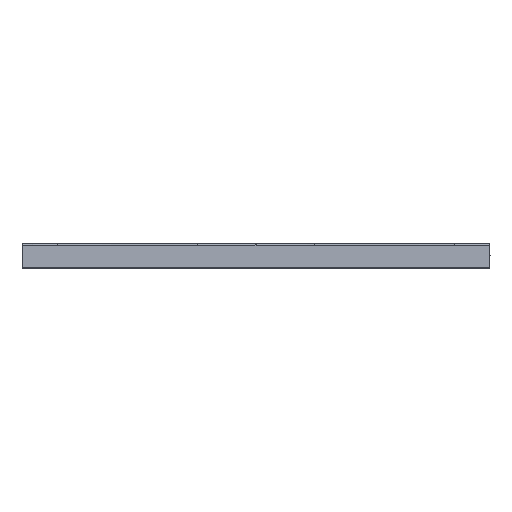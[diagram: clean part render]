
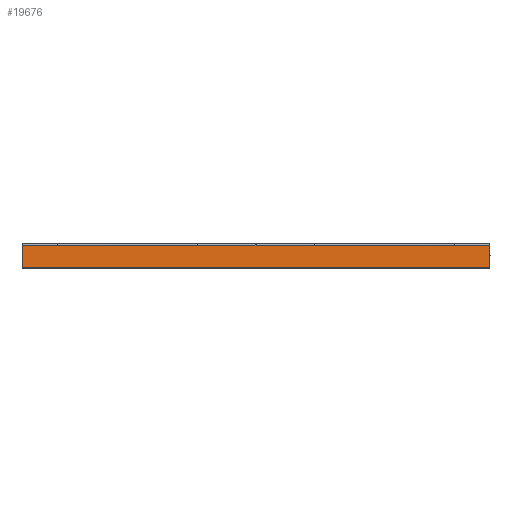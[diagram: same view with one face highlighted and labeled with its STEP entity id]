
A CAD part, top view. The second image highlights one B-rep face of the part: STEP entity #19676.
In plain terms, the highlighted planar face has unit normal (0, 0.035, 0.999).
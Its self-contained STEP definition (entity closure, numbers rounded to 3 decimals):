
#1486=CARTESIAN_POINT('',(-400.,-1.998,436.173));
#1487=CARTESIAN_POINT('',(-394.382,-2.005,
436.173));
#1488=CARTESIAN_POINT('',(-374.382,-2.027,
436.174));
#1489=CARTESIAN_POINT('',(-354.382,-2.039,
436.174));
#1490=CARTESIAN_POINT('',(-340.,-2.039,
436.174));
#1492=DIRECTION('',(1.,0.,0.));
#1493=VECTOR('',#1492,100.087);
#1494=CARTESIAN_POINT('',(-100.087,-1.955,
436.171));
#1495=LINE('',#1494,#1493);
#1496=DIRECTION('',(1.,0.,0.));
#1497=VECTOR('',#1496,100.087);
#1498=CARTESIAN_POINT('',(0.,-1.955,
436.171));
#1499=LINE('',#1498,#1497);
#1500=DIRECTION('',(1.,0.001,0.));
#1501=VECTOR('',#1500,60.);
#1502=CARTESIAN_POINT('',(340.,-2.039,436.174));
#1503=LINE('',#1502,#1501);
#1504=DIRECTION('',(-1.,0.,0.));
#1505=VECTOR('',#1504,800.);
#1506=CARTESIAN_POINT('',(400.,-40.,437.5));
#1507=LINE('',#1506,#1505);
#1508=DIRECTION('',(0.,-0.999,0.035));
#1509=VECTOR('',#1508,38.025);
#1510=CARTESIAN_POINT('',(-400.,-1.998,436.173));
#1511=LINE('',#1510,#1509);
#2043=DIRECTION('',(0.,0.999,-0.035));
#2044=VECTOR('',#2043,38.025);
#2045=CARTESIAN_POINT('',(400.,-40.,437.5));
#2046=LINE('',#2045,#2044);
#2546=CARTESIAN_POINT('',(340.,-2.039,436.174));
#2547=CARTESIAN_POINT('',(314.929,-2.039,436.174));
#2548=CARTESIAN_POINT('',(263.733,-2.027,436.174));
#2549=CARTESIAN_POINT('',(183.972,-1.99,436.173));
#2550=CARTESIAN_POINT('',(128.422,-1.964,436.172));
#2551=CARTESIAN_POINT('',(100.087,-1.955,436.171));
#2648=CARTESIAN_POINT('',(-100.087,-1.955,
436.171));
#2649=CARTESIAN_POINT('',(-126.912,-1.964,
436.172));
#2650=CARTESIAN_POINT('',(-180.45,-1.983,
436.172));
#2651=CARTESIAN_POINT('',(-260.421,-2.011,
436.173));
#2652=CARTESIAN_POINT('',(-313.511,-2.029,
436.174));
#2653=CARTESIAN_POINT('',(-340.,-2.039,
436.174));
#18044=CARTESIAN_POINT('',(-400.,-1.998,436.173));
#18045=CARTESIAN_POINT('',(-400.,-40.,437.5));
#18046=VERTEX_POINT('',#18044);
#18047=VERTEX_POINT('',#18045);
#18048=VERTEX_POINT('',#1490);
#18049=VERTEX_POINT('',#2648);
#18050=CARTESIAN_POINT('',(0.,-1.955,
436.171));
#18051=VERTEX_POINT('',#18050);
#18052=CARTESIAN_POINT('',(100.087,-1.955,
436.171));
#18053=VERTEX_POINT('',#18052);
#18054=VERTEX_POINT('',#2546);
#18055=CARTESIAN_POINT('',(400.,-1.998,436.173));
#18056=VERTEX_POINT('',#18055);
#18057=CARTESIAN_POINT('',(400.,-40.,437.5));
#18058=VERTEX_POINT('',#18057);
#19651=CARTESIAN_POINT('',(0.,-20.977,436.836));
#19652=DIRECTION('',(0.,0.035,0.999));
#19653=DIRECTION('',(0.,0.999,-0.035));
#19654=AXIS2_PLACEMENT_3D('',#19651,#19652,#19653);
#19655=PLANE('',#19654);
#19657=ORIENTED_EDGE('',*,*,#19656,.F.);
#19659=ORIENTED_EDGE('',*,*,#19658,.T.);
#19661=ORIENTED_EDGE('',*,*,#19660,.F.);
#19663=ORIENTED_EDGE('',*,*,#19662,.T.);
#19665=ORIENTED_EDGE('',*,*,#19664,.T.);
#19667=ORIENTED_EDGE('',*,*,#19666,.F.);
#19669=ORIENTED_EDGE('',*,*,#19668,.T.);
#19671=ORIENTED_EDGE('',*,*,#19670,.F.);
#19673=ORIENTED_EDGE('',*,*,#19672,.T.);
#19674=EDGE_LOOP('',(#19657,#19659,#19661,#19663,#19665,#19667,#19669,#19671,
#19673));
#19675=FACE_OUTER_BOUND('',#19674,.F.);
#1491=B_SPLINE_CURVE_WITH_KNOTS('',3,(#1486,#1487,#1488,#1489,#1490),
.UNSPECIFIED.,.F.,.F.,(4,1,4),(0.,0.281,1.),.UNSPECIFIED.);
#2552=B_SPLINE_CURVE_WITH_KNOTS('',3,(#2546,#2547,#2548,#2549,#2550,#2551),
.UNSPECIFIED.,.F.,.F.,(4,1,1,4),(0.,0.333,0.667,1.),
.UNSPECIFIED.);
#2654=B_SPLINE_CURVE_WITH_KNOTS('',3,(#2648,#2649,#2650,#2651,#2652,#2653),
.UNSPECIFIED.,.F.,.F.,(4,1,1,4),(0.,0.333,0.667,1.),
.UNSPECIFIED.);
#19656=EDGE_CURVE('',#18046,#18047,#1511,.T.);
#19658=EDGE_CURVE('',#18046,#18048,#1491,.T.);
#19660=EDGE_CURVE('',#18049,#18048,#2654,.T.);
#19662=EDGE_CURVE('',#18049,#18051,#1495,.T.);
#19664=EDGE_CURVE('',#18051,#18053,#1499,.T.);
#19666=EDGE_CURVE('',#18054,#18053,#2552,.T.);
#19668=EDGE_CURVE('',#18054,#18056,#1503,.T.);
#19670=EDGE_CURVE('',#18058,#18056,#2046,.T.);
#19672=EDGE_CURVE('',#18058,#18047,#1507,.T.);
#19676=ADVANCED_FACE('',(#19675),#19655,.T.);
